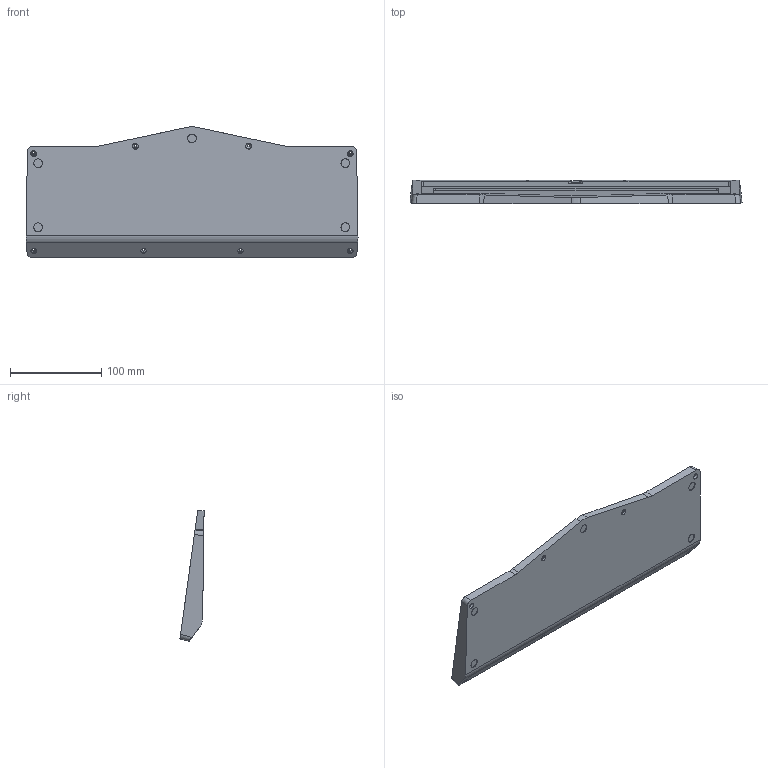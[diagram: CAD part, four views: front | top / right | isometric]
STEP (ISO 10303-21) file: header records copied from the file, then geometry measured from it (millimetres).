
FILE_DESCRIPTION(/* description */ (''),/* implementation_level */ '2;1');
FILE_NAME(/* name */ 'Bottom.step',/* time_stamp */ '2020-05-07T14:16:40-07:00',/* author */ (''),/* organization */ (''),/* preprocessor_version */ 'ST-DEVELOPER v18.1',/* originating_system */ 'Autodesk Translation Framework v9.2.0.1227',/* authorisation */ '');
FILE_SCHEMA (('AUTOMOTIVE_DESIGN { 1 0 10303 214 3 1 1 }'));
Length unit declared in the file: millimetre
Products named in the file (2): Assembled; Component6
Assembly tree (1 placements, depth 2):
  Assembled
    Component6
Bounding box: 364.8 x 26.53 x 143.47 mm (x, y, z)
Volume: 440274.9 mm3; surface area: 113243.1 mm2
Topology: 1 solids, 1 shells, 118 faces, 316 edges, 216 vertices
Faces by surface type: plane 52, cylinder 48, bspline 10, cone 8
Full cylindrical faces by diameter (mm): 3 x10, 6.302 x8
Entity records: 4174 total; most frequent: CARTESIAN_POINT 1049, DIRECTION 646, ORIENTED_EDGE 632, EDGE_CURVE 316, AXIS2_PLACEMENT_3D 239, VERTEX_POINT 216, LINE 168, VECTOR 168
